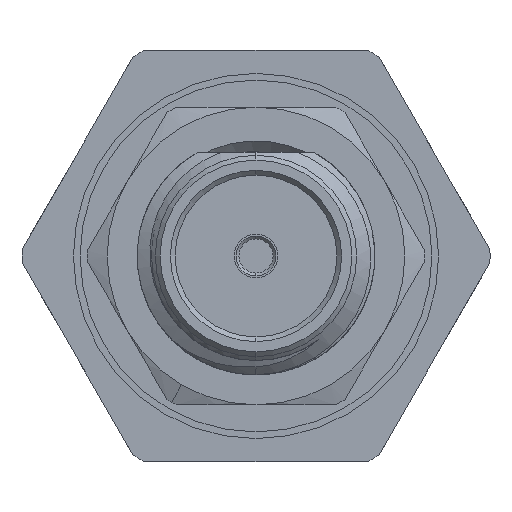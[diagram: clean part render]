
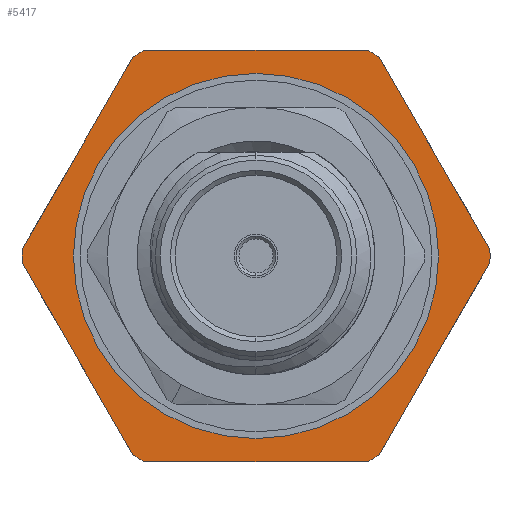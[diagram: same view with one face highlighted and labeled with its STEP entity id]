
A CAD part, left-side view. The second image highlights one B-rep face of the part: STEP entity #5417.
In plain terms, the highlighted planar face has unit normal (-1, 0, 0).
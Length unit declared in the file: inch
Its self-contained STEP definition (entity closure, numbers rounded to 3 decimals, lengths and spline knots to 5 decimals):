
#183 = CARTESIAN_POINT ( 'NONE',  ( 0.46063, 0.11687, 0.21654 ) ) ;
#314 = DIRECTION ( 'NONE',  ( 0., 0., -1. ) ) ;
#609 = CARTESIAN_POINT ( 'NONE',  ( 0.46063, 0.192, 0. ) ) ;
#895 = VECTOR ( 'NONE', #18911, 39.37008 ) ;
#1517 = DIRECTION ( 'NONE',  ( 1., 0., 0. ) ) ;
#2218 = VECTOR ( 'NONE', #10497, 39.37008 ) ;
#2367 = AXIS2_PLACEMENT_3D ( 'NONE', #3249, #13294, #3334 ) ;
#2523 = CARTESIAN_POINT ( 'NONE',  ( 0.46063, -0.12909, 0.20948 ) ) ;
#2649 = DIRECTION ( 'NONE',  ( -1., 0., 0. ) ) ;
#2672 = DIRECTION ( 'NONE',  ( 1., 0., 0. ) ) ;
#2766 = VERTEX_POINT ( 'NONE', #183 ) ;
#2865 = CARTESIAN_POINT ( 'NONE',  ( 0.46063, 0., -0.192 ) ) ;
#3211 = VERTEX_POINT ( 'NONE', #7398 ) ;
#3231 = VERTEX_POINT ( 'NONE', #5430 ) ;
#3249 = CARTESIAN_POINT ( 'NONE',  ( 0.46063, 0., 0. ) ) ;
#3334 = DIRECTION ( 'NONE',  ( 0., 0., -1. ) ) ;
#3514 = VERTEX_POINT ( 'NONE', #22275 ) ;
#3721 = ORIENTED_EDGE ( 'NONE', *, *, #7861, .F. ) ;
#3978 = CIRCLE ( 'NONE', #26259, 0.192 ) ;
#4016 = VERTEX_POINT ( 'NONE', #26243 ) ;
#4022 = CARTESIAN_POINT ( 'NONE',  ( 0.46063, 0.23552, 0.02513 ) ) ;
#4239 = LINE ( 'NONE', #16469, #19294 ) ;
#4247 = DIRECTION ( 'NONE',  ( 0., -1., 0. ) ) ;
#4290 = EDGE_CURVE ( 'NONE', #6735, #2766, #21150, .T. ) ;
#4400 = CARTESIAN_POINT ( 'NONE',  ( 0.46063, -0.13953, 0.19141 ) ) ;
#4567 = CARTESIAN_POINT ( 'NONE',  ( 0.46063, 0., 0. ) ) ;
#4671 = DIRECTION ( 'NONE',  ( 1., 0., 0. ) ) ;
#4860 = CARTESIAN_POINT ( 'NONE',  ( 0.46063, 0.192, 0.21654 ) ) ;
#5409 = FACE_OUTER_BOUND ( 'NONE', #12046, .T. ) ;
#5417 = ADVANCED_FACE ( 'NONE', ( #7011, #5409 ), #15007, .T. ) ;
#5430 = CARTESIAN_POINT ( 'NONE',  ( 0.46063, -0.24596, -0.00705 ) ) ;
#6067 = AXIS2_PLACEMENT_3D ( 'NONE', #4567, #6953, #13073 ) ;
#6306 = CARTESIAN_POINT ( 'NONE',  ( 0.46063, 0., 0. ) ) ;
#6536 = DIRECTION ( 'NONE',  ( 0., 0., -1. ) ) ;
#6624 = EDGE_CURVE ( 'NONE', #3211, #16569, #6987, .T. ) ;
#6628 = AXIS2_PLACEMENT_3D ( 'NONE', #8436, #2672, #6536 ) ;
#6735 = VERTEX_POINT ( 'NONE', #10280 ) ;
#6762 = DIRECTION ( 'NONE',  ( 0., 0., 1. ) ) ;
#6953 = DIRECTION ( 'NONE',  ( 1., 0., 0. ) ) ;
#6987 = CIRCLE ( 'NONE', #21875, 0.24606 ) ;
#7011 = FACE_BOUND ( 'NONE', #8527, .T. ) ;
#7076 = DIRECTION ( 'NONE',  ( 0., 0., -1. ) ) ;
#7398 = CARTESIAN_POINT ( 'NONE',  ( 0.46063, 0.24596, -0.00705 ) ) ;
#7478 = VECTOR ( 'NONE', #13108, 39.37008 ) ;
#7559 = CARTESIAN_POINT ( 'NONE',  ( 0.46063, 0.12909, -0.20948 ) ) ;
#7700 = DIRECTION ( 'NONE',  ( 1., 0., 0. ) ) ;
#7813 = EDGE_CURVE ( 'NONE', #25728, #16765, #17236, .T. ) ;
#7861 = EDGE_CURVE ( 'NONE', #3514, #16765, #23632, .T. ) ;
#7972 = VECTOR ( 'NONE', #18354, 39.37008 ) ;
#8158 = ORIENTED_EDGE ( 'NONE', *, *, #14747, .T. ) ;
#8231 = ORIENTED_EDGE ( 'NONE', *, *, #20734, .T. ) ;
#8436 = CARTESIAN_POINT ( 'NONE',  ( 0.46063, 0., 0. ) ) ;
#8527 = EDGE_LOOP ( 'NONE', ( #8231, #20078 ) ) ;
#8639 = DIRECTION ( 'NONE',  ( 1., 0., 0. ) ) ;
#8683 = ORIENTED_EDGE ( 'NONE', *, *, #10647, .T. ) ;
#9717 = CARTESIAN_POINT ( 'NONE',  ( 0.46063, -0.24596, 0.00705 ) ) ;
#10230 = AXIS2_PLACEMENT_3D ( 'NONE', #6306, #8639, #314 ) ;
#10280 = CARTESIAN_POINT ( 'NONE',  ( 0.46063, 0.12909, 0.20948 ) ) ;
#10368 = CARTESIAN_POINT ( 'NONE',  ( 0.46063, 0., 0. ) ) ;
#10468 = DIRECTION ( 'NONE',  ( 0., -0.5, 0.866 ) ) ;
#10497 = DIRECTION ( 'NONE',  ( 0., -0.5, -0.866 ) ) ;
#10523 = CARTESIAN_POINT ( 'NONE',  ( 0.46063, 0.192, -0.21654 ) ) ;
#10622 = ORIENTED_EDGE ( 'NONE', *, *, #4290, .F. ) ;
#10647 = EDGE_CURVE ( 'NONE', #3514, #2766, #23532, .T. ) ;
#10712 = AXIS2_PLACEMENT_3D ( 'NONE', #22038, #7700, #7076 ) ;
#10956 = EDGE_CURVE ( 'NONE', #24839, #11724, #3978, .T. ) ;
#10986 = EDGE_CURVE ( 'NONE', #25728, #3231, #12966, .T. ) ;
#11173 = ORIENTED_EDGE ( 'NONE', *, *, #7813, .T. ) ;
#11632 = EDGE_CURVE ( 'NONE', #4016, #17937, #25759, .T. ) ;
#11724 = VERTEX_POINT ( 'NONE', #2865 ) ;
#11759 = AXIS2_PLACEMENT_3D ( 'NONE', #609, #2649, #6762 ) ;
#12046 = EDGE_LOOP ( 'NONE', ( #11173, #3721, #8683, #10622, #8158, #12376, #18106, #13612, #18052, #19426, #12832, #21008 ) ) ;
#12376 = ORIENTED_EDGE ( 'NONE', *, *, #6624, .F. ) ;
#12832 = ORIENTED_EDGE ( 'NONE', *, *, #23192, .T. ) ;
#12966 = CIRCLE ( 'NONE', #10712, 0.24606 ) ;
#13073 = DIRECTION ( 'NONE',  ( 0., 0., -1. ) ) ;
#13108 = DIRECTION ( 'NONE',  ( 0., 1., 0. ) ) ;
#13294 = DIRECTION ( 'NONE',  ( 1., 0., 0. ) ) ;
#13612 = ORIENTED_EDGE ( 'NONE', *, *, #18487, .F. ) ;
#14145 = EDGE_CURVE ( 'NONE', #3211, #21378, #22741, .T. ) ;
#14265 = CARTESIAN_POINT ( 'NONE',  ( 0.46063, 0.24596, 0.00705 ) ) ;
#14747 = EDGE_CURVE ( 'NONE', #6735, #16569, #24322, .T. ) ;
#15007 = PLANE ( 'NONE',  #11759 ) ;
#15854 = DIRECTION ( 'NONE',  ( 0., 0., -1. ) ) ;
#16469 = CARTESIAN_POINT ( 'NONE',  ( 0.46063, -0.13953, -0.19141 ) ) ;
#16569 = VERTEX_POINT ( 'NONE', #14265 ) ;
#16765 = VERTEX_POINT ( 'NONE', #2523 ) ;
#16830 = CIRCLE ( 'NONE', #19176, 0.192 ) ;
#16900 = CARTESIAN_POINT ( 'NONE',  ( 0.46063, -0.12909, -0.20948 ) ) ;
#17030 = DIRECTION ( 'NONE',  ( 0., 0., -1. ) ) ;
#17198 = CARTESIAN_POINT ( 'NONE',  ( 0.46063, 0., 0. ) ) ;
#17236 = LINE ( 'NONE', #4400, #895 ) ;
#17937 = VERTEX_POINT ( 'NONE', #25922 ) ;
#18052 = ORIENTED_EDGE ( 'NONE', *, *, #11632, .T. ) ;
#18106 = ORIENTED_EDGE ( 'NONE', *, *, #14145, .T. ) ;
#18354 = DIRECTION ( 'NONE',  ( 0., 0.5, -0.866 ) ) ;
#18487 = EDGE_CURVE ( 'NONE', #4016, #21378, #24227, .T. ) ;
#18911 = DIRECTION ( 'NONE',  ( 0., 0.5, 0.866 ) ) ;
#19176 = AXIS2_PLACEMENT_3D ( 'NONE', #17198, #4671, #17030 ) ;
#19294 = VECTOR ( 'NONE', #10468, 39.37008 ) ;
#19308 = CARTESIAN_POINT ( 'NONE',  ( 0.46063, 0., 0.192 ) ) ;
#19426 = ORIENTED_EDGE ( 'NONE', *, *, #25019, .F. ) ;
#20078 = ORIENTED_EDGE ( 'NONE', *, *, #10956, .T. ) ;
#20734 = EDGE_CURVE ( 'NONE', #11724, #24839, #16830, .T. ) ;
#21008 = ORIENTED_EDGE ( 'NONE', *, *, #10986, .F. ) ;
#21150 = CIRCLE ( 'NONE', #6067, 0.24606 ) ;
#21378 = VERTEX_POINT ( 'NONE', #7559 ) ;
#21797 = CIRCLE ( 'NONE', #2367, 0.24606 ) ;
#21875 = AXIS2_PLACEMENT_3D ( 'NONE', #10368, #24429, #24329 ) ;
#22038 = CARTESIAN_POINT ( 'NONE',  ( 0.46063, 0., 0. ) ) ;
#22275 = CARTESIAN_POINT ( 'NONE',  ( 0.46063, -0.11687, 0.21654 ) ) ;
#22568 = VECTOR ( 'NONE', #4247, 39.37008 ) ;
#22741 = LINE ( 'NONE', #22844, #2218 ) ;
#22844 = CARTESIAN_POINT ( 'NONE',  ( 0.46063, 0.23552, -0.02513 ) ) ;
#23192 = EDGE_CURVE ( 'NONE', #23438, #3231, #4239, .T. ) ;
#23438 = VERTEX_POINT ( 'NONE', #16900 ) ;
#23532 = LINE ( 'NONE', #4860, #7478 ) ;
#23632 = CIRCLE ( 'NONE', #6628, 0.24606 ) ;
#24192 = CARTESIAN_POINT ( 'NONE',  ( 0.46063, 0., 0. ) ) ;
#24227 = CIRCLE ( 'NONE', #10230, 0.24606 ) ;
#24322 = LINE ( 'NONE', #4022, #7972 ) ;
#24329 = DIRECTION ( 'NONE',  ( 0., 0., -1. ) ) ;
#24429 = DIRECTION ( 'NONE',  ( 1., 0., 0. ) ) ;
#24839 = VERTEX_POINT ( 'NONE', #19308 ) ;
#25019 = EDGE_CURVE ( 'NONE', #23438, #17937, #21797, .T. ) ;
#25728 = VERTEX_POINT ( 'NONE', #9717 ) ;
#25759 = LINE ( 'NONE', #10523, #22568 ) ;
#25922 = CARTESIAN_POINT ( 'NONE',  ( 0.46063, -0.11687, -0.21654 ) ) ;
#26243 = CARTESIAN_POINT ( 'NONE',  ( 0.46063, 0.11687, -0.21654 ) ) ;
#26259 = AXIS2_PLACEMENT_3D ( 'NONE', #24192, #1517, #15854 ) ;
